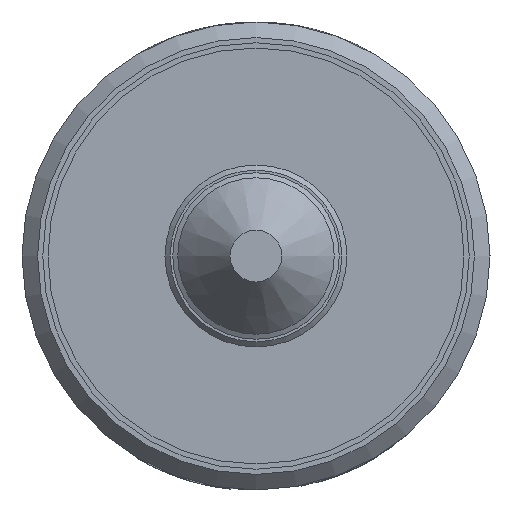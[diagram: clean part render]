
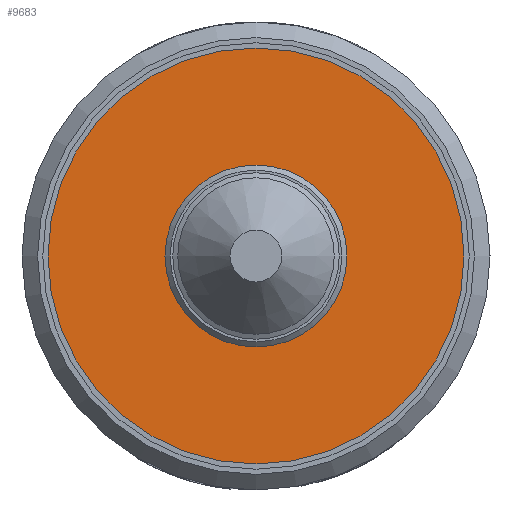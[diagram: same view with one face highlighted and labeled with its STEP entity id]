
A CAD part, left-side view. The second image highlights one B-rep face of the part: STEP entity #9683.
In plain terms, the highlighted planar face has unit normal (-1, 0, 0).
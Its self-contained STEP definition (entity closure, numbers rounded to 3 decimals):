
#208=FACE_BOUND('',#2162,.T.);
#583=PLANE('',#10925);
#1525=FACE_OUTER_BOUND('',#2161,.T.);
#2161=EDGE_LOOP('',(#8887));
#2162=EDGE_LOOP('',(#8888));
#2523=CIRCLE('',#10926,4.);
#2524=CIRCLE('',#10927,1.75);
#4964=VERTEX_POINT('',#31417);
#4965=VERTEX_POINT('',#31419);
#6287=EDGE_CURVE('',#4964,#4964,#2523,.T.);
#6288=EDGE_CURVE('',#4965,#4965,#2524,.T.);
#8887=ORIENTED_EDGE('',*,*,#6287,.T.);
#8888=ORIENTED_EDGE('',*,*,#6288,.T.);
#9683=ADVANCED_FACE('',(#1525,#208),#583,.T.);
#10925=AXIS2_PLACEMENT_3D('',#31416,#13314,#13315);
#10926=AXIS2_PLACEMENT_3D('',#31418,#13316,#13317);
#10927=AXIS2_PLACEMENT_3D('',#31420,#13318,#13319);
#13314=DIRECTION('center_axis',(-1.,0.,0.));
#13315=DIRECTION('ref_axis',(0.,0.,1.));
#13316=DIRECTION('center_axis',(-1.,0.,0.));
#13317=DIRECTION('ref_axis',(0.,0.,1.));
#13318=DIRECTION('center_axis',(1.,0.,0.));
#13319=DIRECTION('ref_axis',(0.,1.,0.));
#31416=CARTESIAN_POINT('Origin',(-5.,0.,0.));
#31417=CARTESIAN_POINT('',(-5.,0.,-4.));
#31418=CARTESIAN_POINT('Origin',(-5.,0.,0.));
#31419=CARTESIAN_POINT('',(-5.,-1.75,0.));
#31420=CARTESIAN_POINT('Origin',(-5.,0.,0.));
